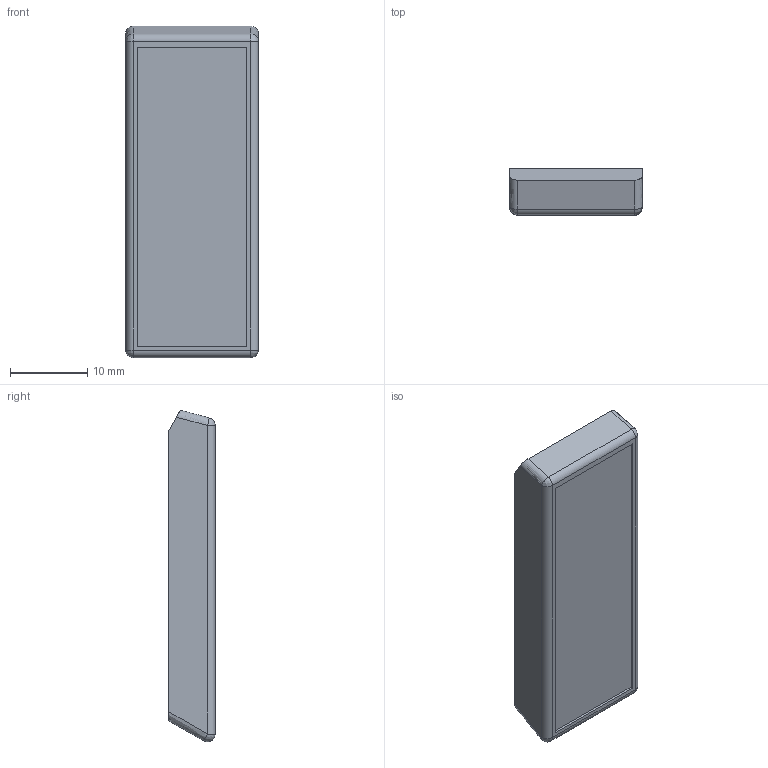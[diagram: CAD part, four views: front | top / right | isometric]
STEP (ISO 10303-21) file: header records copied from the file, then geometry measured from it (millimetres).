
FILE_DESCRIPTION((''),'2;1');
FILE_NAME('','2005-07-15T15:38:29',(''),(''),'','CADfix','');
FILE_SCHEMA(('AUTOMOTIVE_DESIGN'));
Length unit declared in the file: millimetre
Products named in the file (3): keeper; body; TL_241_2_30991_36
Assembly tree (2 placements, depth 2):
  TL_241_2_30991_36
    keeper
    body
Bounding box: 17.2 x 6 x 43 mm (x, y, z)
Volume: 3729 mm3; surface area: 3419.8 mm2
Topology: 2 solids, 2 shells, 92 faces, 251 edges, 168 vertices
Faces by surface type: bspline 92
Entity records: 3127 total; most frequent: CARTESIAN_POINT 1641, ORIENTED_EDGE 502, EDGE_CURVE 251, VERTEX_POINT 168, QUASI_UNIFORM_CURVE 147, EDGE_LOOP 101, FACE_OUTER_BOUND 92, ADVANCED_FACE 92
